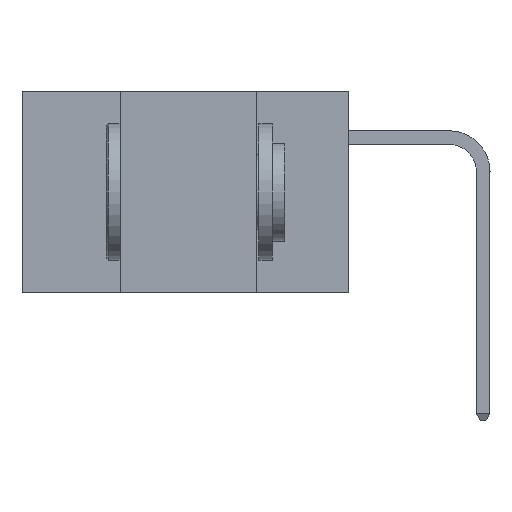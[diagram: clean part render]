
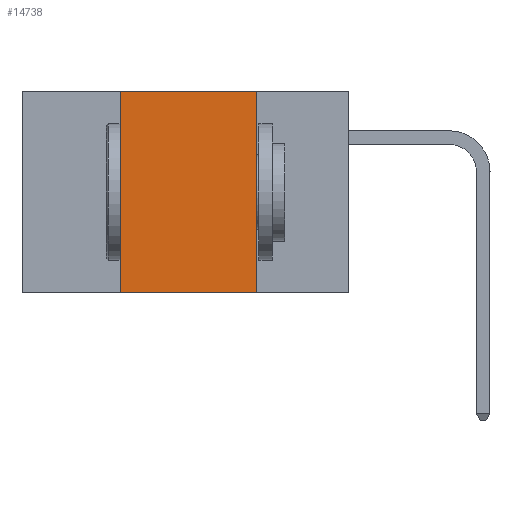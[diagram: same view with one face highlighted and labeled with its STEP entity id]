
A CAD part, left-side view. The second image highlights one B-rep face of the part: STEP entity #14738.
In plain terms, the highlighted planar face has unit normal (-1, 0, 0).
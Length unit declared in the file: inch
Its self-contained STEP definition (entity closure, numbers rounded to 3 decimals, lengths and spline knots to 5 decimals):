
#223 = LINE ( 'NONE', #5713, #8289 ) ;
#258 = DIRECTION ( 'NONE',  ( 0., -1., 0. ) ) ;
#633 = CARTESIAN_POINT ( 'NONE',  ( 0., 0.42, 0. ) ) ;
#762 = EDGE_CURVE ( 'NONE', #16745, #16326, #15085, .T. ) ;
#3587 = AXIS2_PLACEMENT_3D ( 'NONE', #6860, #17081, #8438 ) ;
#4249 = EDGE_CURVE ( 'NONE', #18069, #5643, #223, .T. ) ;
#5643 = VERTEX_POINT ( 'NONE', #7210 ) ;
#5649 = ORIENTED_EDGE ( 'NONE', *, *, #762, .F. ) ;
#5713 = CARTESIAN_POINT ( 'NONE',  ( 0., 0.17, 0. ) ) ;
#5821 = DIRECTION ( 'NONE',  ( 0., 0., -1. ) ) ;
#6860 = CARTESIAN_POINT ( 'NONE',  ( 0., 0.6, 0. ) ) ;
#7210 = CARTESIAN_POINT ( 'NONE',  ( 0., 0.17, -0.37 ) ) ;
#8289 = VECTOR ( 'NONE', #5821, 39.37008 ) ;
#8403 = LINE ( 'NONE', #16136, #18961 ) ;
#8438 = DIRECTION ( 'NONE',  ( 0., 0., -1. ) ) ;
#8459 = VECTOR ( 'NONE', #258, 39.37008 ) ;
#8933 = EDGE_CURVE ( 'NONE', #16326, #18069, #8403, .T. ) ;
#9085 = FACE_OUTER_BOUND ( 'NONE', #14085, .T. ) ;
#10640 = CARTESIAN_POINT ( 'NONE',  ( 0., 0.17, 0. ) ) ;
#11383 = VECTOR ( 'NONE', #13703, 39.37008 ) ;
#11489 = PLANE ( 'NONE',  #3587 ) ;
#13691 = ORIENTED_EDGE ( 'NONE', *, *, #17650, .T. ) ;
#13703 = DIRECTION ( 'NONE',  ( 0., 0., 1. ) ) ;
#14085 = EDGE_LOOP ( 'NONE', ( #16082, #16519, #5649, #13691 ) ) ;
#14738 = ADVANCED_FACE ( 'NONE', ( #9085 ), #11489, .F. ) ;
#14850 = CARTESIAN_POINT ( 'NONE',  ( 0., 0.42, -0.37 ) ) ;
#15085 = LINE ( 'NONE', #633, #11383 ) ;
#15354 = CARTESIAN_POINT ( 'NONE',  ( 0., 0.42, 0. ) ) ;
#16082 = ORIENTED_EDGE ( 'NONE', *, *, #4249, .F. ) ;
#16136 = CARTESIAN_POINT ( 'NONE',  ( 0., 0.6, 0. ) ) ;
#16171 = LINE ( 'NONE', #18370, #8459 ) ;
#16326 = VERTEX_POINT ( 'NONE', #15354 ) ;
#16519 = ORIENTED_EDGE ( 'NONE', *, *, #8933, .F. ) ;
#16745 = VERTEX_POINT ( 'NONE', #14850 ) ;
#17081 = DIRECTION ( 'NONE',  ( 1., 0., 0. ) ) ;
#17560 = DIRECTION ( 'NONE',  ( 0., -1., 0. ) ) ;
#17650 = EDGE_CURVE ( 'NONE', #16745, #5643, #16171, .T. ) ;
#18069 = VERTEX_POINT ( 'NONE', #10640 ) ;
#18370 = CARTESIAN_POINT ( 'NONE',  ( 0., 0.6, -0.37 ) ) ;
#18961 = VECTOR ( 'NONE', #17560, 39.37008 ) ;
